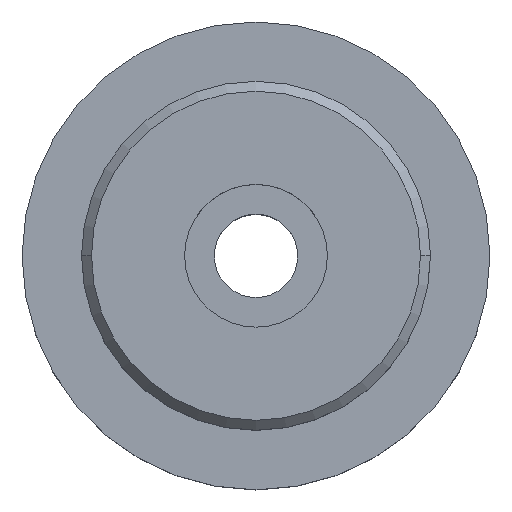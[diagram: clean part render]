
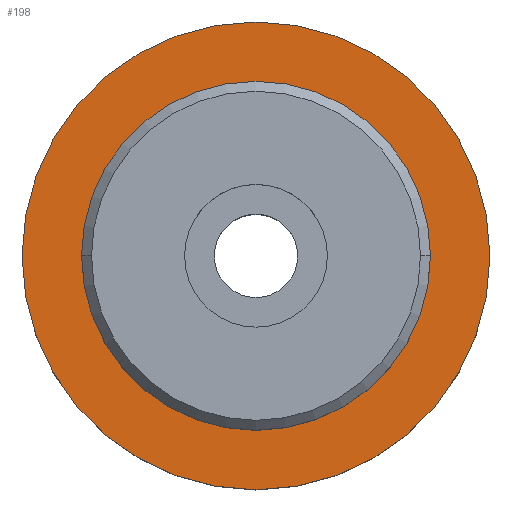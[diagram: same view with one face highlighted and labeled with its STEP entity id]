
A CAD part, top view. The second image highlights one B-rep face of the part: STEP entity #198.
In plain terms, the highlighted planar face has unit normal (0, 0, 1).
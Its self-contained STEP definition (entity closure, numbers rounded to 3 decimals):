
#104=EDGE_CURVE('',#210,#168,#271,.T.);
#110=EDGE_CURVE('',#208,#226,#279,.T.);
#116=EDGE_CURVE('',#168,#210,#285,.T.);
#168=VERTEX_POINT('',#346);
#188=EDGE_CURVE('',#226,#208,#369,.T.);
#198=ADVANCED_FACE('',(#380,#381),#382,.T.);
#208=VERTEX_POINT('',#392);
#210=VERTEX_POINT('',#394);
#226=VERTEX_POINT('',#410);
#271=CIRCLE('',#449,29.5);
#279=CIRCLE('',#459,22.0);
#285=CIRCLE('',#469,29.5);
#346=CARTESIAN_POINT('',(29.5,0.,12.0));
#369=CIRCLE('',#577,22.0);
#380=FACE_BOUND('',#589,.T.);
#381=FACE_OUTER_BOUND('',#590,.T.);
#382=PLANE('',#591);
#392=CARTESIAN_POINT('',(22.0,0.,12.0));
#394=CARTESIAN_POINT('',(-29.5,0.,12.0));
#410=CARTESIAN_POINT('',(-22.0,0.,12.0));
#449=AXIS2_PLACEMENT_3D('',#672,#673,#674);
#459=AXIS2_PLACEMENT_3D('',#686,#687,#688);
#469=AXIS2_PLACEMENT_3D('',#693,#694,#695);
#577=AXIS2_PLACEMENT_3D('',#815,#816,#817);
#589=EDGE_LOOP('',(#829,#830));
#590=EDGE_LOOP('',(#831,#832));
#591=AXIS2_PLACEMENT_3D('',#833,#834,#835);
#672=CARTESIAN_POINT('',(0.0,0.,12.0));
#673=DIRECTION('',(0.0,0.0,1.0));
#674=DIRECTION('',(-1.0,0.,0.0));
#686=CARTESIAN_POINT('',(0.0,0.,12.0));
#687=DIRECTION('',(0.0,0.0,1.0));
#688=DIRECTION('',(-1.0,0.,0.0));
#693=CARTESIAN_POINT('',(0.0,0.,12.0));
#694=DIRECTION('',(0.0,0.0,1.0));
#695=DIRECTION('',(-1.0,0.,0.0));
#815=CARTESIAN_POINT('',(0.0,0.,12.0));
#816=DIRECTION('',(0.0,0.0,1.0));
#817=DIRECTION('',(-1.0,0.,0.0));
#829=ORIENTED_EDGE('',*,*,#188,.F.);
#830=ORIENTED_EDGE('',*,*,#110,.F.);
#831=ORIENTED_EDGE('',*,*,#104,.T.);
#832=ORIENTED_EDGE('',*,*,#116,.T.);
#833=CARTESIAN_POINT('',(-25.75,0.,12.0));
#834=DIRECTION('',(0.0,0.0,1.0));
#835=DIRECTION('',(-1.0,0.,0.0));
